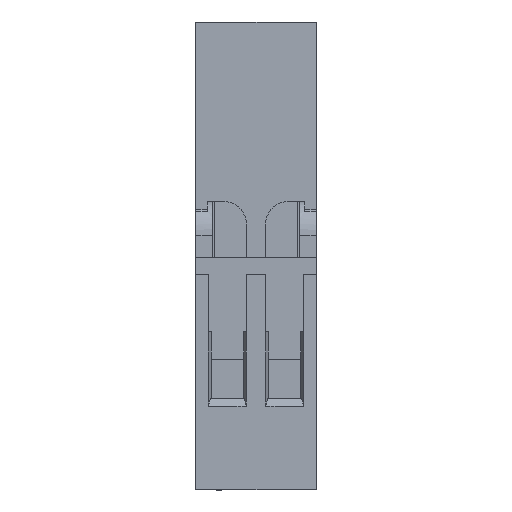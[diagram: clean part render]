
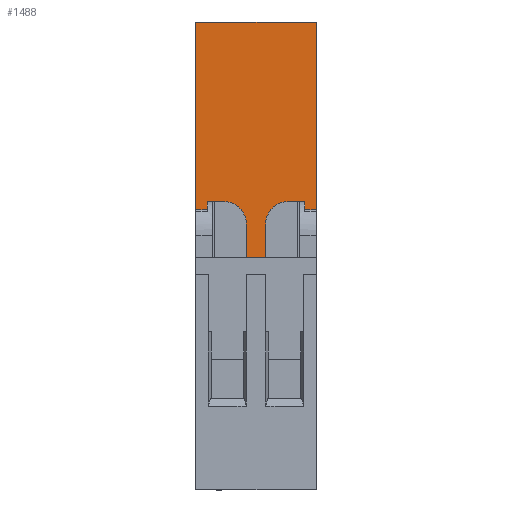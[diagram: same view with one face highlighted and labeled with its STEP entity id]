
A CAD part, front view. The second image highlights one B-rep face of the part: STEP entity #1488.
In plain terms, the highlighted planar face has unit normal (0, -1, 0).
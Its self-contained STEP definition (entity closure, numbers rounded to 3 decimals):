
#1413=AXIS2_PLACEMENT_3D('Plane Axis2P3D',#1410,#1411,#1412) ;
#524=CARTESIAN_POINT('Vertex',(14.325,50.22,30.)) ;
#527=CARTESIAN_POINT('Line Origine',(11.738,50.22,30.)) ;
#531=CARTESIAN_POINT('Vertex',(9.15,50.22,30.)) ;
#1294=CARTESIAN_POINT('Vertex',(15.8,50.22,61.5)) ;
#1297=CARTESIAN_POINT('Line Origine',(15.8,50.22,42.8)) ;
#1301=CARTESIAN_POINT('Vertex',(15.8,50.22,24.1)) ;
#1389=CARTESIAN_POINT('Line Origine',(9.15,50.22,27.7)) ;
#1393=CARTESIAN_POINT('Vertex',(9.15,50.22,25.4)) ;
#1410=CARTESIAN_POINT('Axis2P3D Location',(0.,50.22,61.5)) ;
#1415=CARTESIAN_POINT('Line Origine',(14.325,50.22,27.05)) ;
#1419=CARTESIAN_POINT('Vertex',(14.325,50.22,24.1)) ;
#1422=CARTESIAN_POINT('Line Origine',(15.062,50.22,24.1)) ;
#1427=CARTESIAN_POINT('Line Origine',(7.9,50.22,61.5)) ;
#1431=CARTESIAN_POINT('Vertex',(0.,50.22,61.5)) ;
#1434=CARTESIAN_POINT('Line Origine',(0.,50.22,42.8)) ;
#1438=CARTESIAN_POINT('Vertex',(0.,50.22,24.1)) ;
#1441=CARTESIAN_POINT('Line Origine',(0.737,50.22,24.1)) ;
#1445=CARTESIAN_POINT('Vertex',(1.475,50.22,24.1)) ;
#1448=CARTESIAN_POINT('Line Origine',(1.475,50.22,27.05)) ;
#1452=CARTESIAN_POINT('Vertex',(1.475,50.22,30.)) ;
#1455=CARTESIAN_POINT('Line Origine',(4.063,50.22,30.)) ;
#1459=CARTESIAN_POINT('Vertex',(6.65,50.22,30.)) ;
#1462=CARTESIAN_POINT('Line Origine',(6.65,50.22,27.7)) ;
#1466=CARTESIAN_POINT('Vertex',(6.65,50.22,25.4)) ;
#1469=CARTESIAN_POINT('Line Origine',(7.9,50.22,25.4)) ;
#528=DIRECTION('Vector Direction',(-1.,0.,0.)) ;
#1298=DIRECTION('Vector Direction',(0.,0.,-1.)) ;
#1390=DIRECTION('Vector Direction',(0.,0.,-1.)) ;
#1411=DIRECTION('Axis2P3D Direction',(0.,-1.,-0.)) ;
#1412=DIRECTION('Axis2P3D XDirection',(0.,0.,-1.)) ;
#1416=DIRECTION('Vector Direction',(0.,0.,-1.)) ;
#1423=DIRECTION('Vector Direction',(1.,0.,0.)) ;
#1428=DIRECTION('Vector Direction',(1.,0.,0.)) ;
#1435=DIRECTION('Vector Direction',(0.,0.,-1.)) ;
#1442=DIRECTION('Vector Direction',(1.,0.,0.)) ;
#1449=DIRECTION('Vector Direction',(0.,0.,-1.)) ;
#1456=DIRECTION('Vector Direction',(-1.,0.,0.)) ;
#1463=DIRECTION('Vector Direction',(0.,0.,-1.)) ;
#1470=DIRECTION('Vector Direction',(-1.,0.,0.)) ;
#529=VECTOR('Line Direction',#528,1.) ;
#1299=VECTOR('Line Direction',#1298,1.) ;
#1391=VECTOR('Line Direction',#1390,1.) ;
#1417=VECTOR('Line Direction',#1416,1.) ;
#1424=VECTOR('Line Direction',#1423,1.) ;
#1429=VECTOR('Line Direction',#1428,1.) ;
#1436=VECTOR('Line Direction',#1435,1.) ;
#1443=VECTOR('Line Direction',#1442,1.) ;
#1450=VECTOR('Line Direction',#1449,1.) ;
#1457=VECTOR('Line Direction',#1456,1.) ;
#1464=VECTOR('Line Direction',#1463,1.) ;
#1471=VECTOR('Line Direction',#1470,1.) ;
#1475=ORIENTED_EDGE('',*,*,#1421,.T.) ;
#1476=ORIENTED_EDGE('',*,*,#1426,.F.) ;
#1477=ORIENTED_EDGE('',*,*,#1303,.F.) ;
#1478=ORIENTED_EDGE('',*,*,#1433,.F.) ;
#1479=ORIENTED_EDGE('',*,*,#1440,.T.) ;
#1480=ORIENTED_EDGE('',*,*,#1447,.F.) ;
#1481=ORIENTED_EDGE('',*,*,#1454,.F.) ;
#1482=ORIENTED_EDGE('',*,*,#1461,.F.) ;
#1483=ORIENTED_EDGE('',*,*,#1468,.T.) ;
#1484=ORIENTED_EDGE('',*,*,#1473,.F.) ;
#1485=ORIENTED_EDGE('',*,*,#1395,.F.) ;
#1486=ORIENTED_EDGE('',*,*,#533,.F.) ;
#1488=ADVANCED_FACE('SOCKEL',(#1487),#1414,.T.) ;
#533=EDGE_CURVE('',#525,#532,#530,.T.) ;
#1303=EDGE_CURVE('',#1295,#1302,#1300,.T.) ;
#1395=EDGE_CURVE('',#532,#1394,#1392,.T.) ;
#1421=EDGE_CURVE('',#525,#1420,#1418,.T.) ;
#1426=EDGE_CURVE('',#1302,#1420,#1425,.F.) ;
#1433=EDGE_CURVE('',#1432,#1295,#1430,.T.) ;
#1440=EDGE_CURVE('',#1432,#1439,#1437,.T.) ;
#1447=EDGE_CURVE('',#1446,#1439,#1444,.F.) ;
#1454=EDGE_CURVE('',#1453,#1446,#1451,.T.) ;
#1461=EDGE_CURVE('',#1460,#1453,#1458,.T.) ;
#1468=EDGE_CURVE('',#1460,#1467,#1465,.T.) ;
#1473=EDGE_CURVE('',#1394,#1467,#1472,.T.) ;
#1474=EDGE_LOOP('',(#1475,#1476,#1477,#1478,#1479,#1480,#1481,#1482,#1483,#1484,#1485,#1486)) ;
#1487=FACE_OUTER_BOUND('',#1474,.T.) ;
#530=LINE('Line',#527,#529) ;
#1300=LINE('Line',#1297,#1299) ;
#1392=LINE('Line',#1389,#1391) ;
#1418=LINE('Line',#1415,#1417) ;
#1425=LINE('Line',#1422,#1424) ;
#1430=LINE('Line',#1427,#1429) ;
#1437=LINE('Line',#1434,#1436) ;
#1444=LINE('Line',#1441,#1443) ;
#1451=LINE('Line',#1448,#1450) ;
#1458=LINE('Line',#1455,#1457) ;
#1465=LINE('Line',#1462,#1464) ;
#1472=LINE('Line',#1469,#1471) ;
#1414=PLANE('',#1413) ;
#525=VERTEX_POINT('',#524) ;
#532=VERTEX_POINT('',#531) ;
#1295=VERTEX_POINT('',#1294) ;
#1302=VERTEX_POINT('',#1301) ;
#1394=VERTEX_POINT('',#1393) ;
#1420=VERTEX_POINT('',#1419) ;
#1432=VERTEX_POINT('',#1431) ;
#1439=VERTEX_POINT('',#1438) ;
#1446=VERTEX_POINT('',#1445) ;
#1453=VERTEX_POINT('',#1452) ;
#1460=VERTEX_POINT('',#1459) ;
#1467=VERTEX_POINT('',#1466) ;
